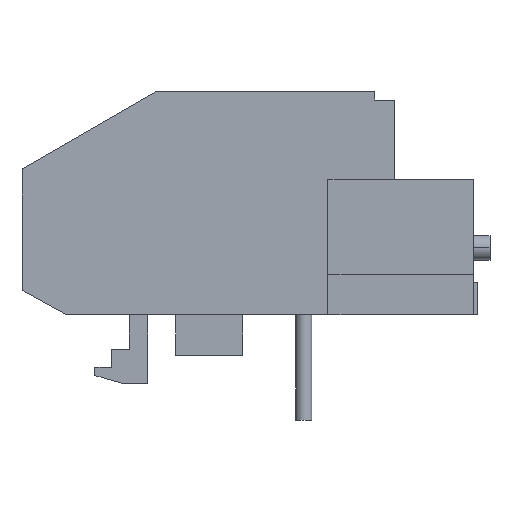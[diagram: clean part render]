
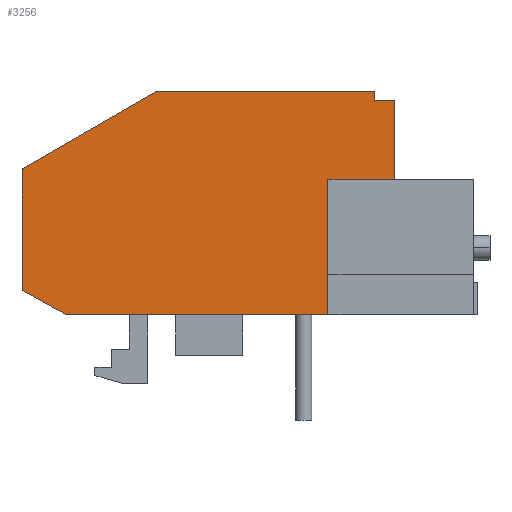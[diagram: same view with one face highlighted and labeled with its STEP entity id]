
A CAD part, left-side view. The second image highlights one B-rep face of the part: STEP entity #3256.
In plain terms, the highlighted planar face has unit normal (-1, 0, 0).
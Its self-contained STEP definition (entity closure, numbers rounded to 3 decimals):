
#1=DIRECTION('',(0.,0.,-1.));
#2=VECTOR('',#1,2.);
#3=CARTESIAN_POINT('',(-35.,5.,0.));
#4=LINE('',#3,#2);
#5=DIRECTION('',(0.,1.,0.));
#6=VECTOR('',#5,5.);
#7=CARTESIAN_POINT('',(-35.,0.,-2.));
#8=LINE('',#7,#6);
#9=DIRECTION('',(0.,0.,-1.));
#10=VECTOR('',#9,19.5);
#11=CARTESIAN_POINT('',(-35.,0.,-2.));
#12=LINE('',#11,#10);
#13=DIRECTION('',(0.,1.,0.));
#14=VECTOR('',#13,16.5);
#15=CARTESIAN_POINT('',(-35.,0.,-21.5));
#16=LINE('',#15,#14);
#17=DIRECTION('',(0.,0.,1.));
#18=VECTOR('',#17,33.5);
#19=CARTESIAN_POINT('',(-35.,16.5,-55.));
#20=LINE('',#19,#18);
#21=DIRECTION('',(0.,1.,0.));
#22=VECTOR('',#21,64.5);
#23=CARTESIAN_POINT('',(-35.,16.5,-55.));
#24=LINE('',#23,#22);
#25=DIRECTION('',(0.,0.878,0.479));
#26=VECTOR('',#25,12.53);
#27=CARTESIAN_POINT('',(-35.,81.,-55.));
#28=LINE('',#27,#26);
#29=DIRECTION('',(0.,0.,1.));
#30=VECTOR('',#29,30.);
#31=CARTESIAN_POINT('',(-35.,92.,-49.));
#32=LINE('',#31,#30);
#33=DIRECTION('',(0.,-0.867,0.499));
#34=VECTOR('',#33,38.079);
#35=CARTESIAN_POINT('',(-35.,92.,-19.));
#36=LINE('',#35,#34);
#37=DIRECTION('',(0.,-1.,0.));
#38=VECTOR('',#37,54.);
#39=CARTESIAN_POINT('',(-35.,59.,0.));
#40=LINE('',#39,#38);
#2445=CARTESIAN_POINT('',(-35.,92.,-19.));
#2446=CARTESIAN_POINT('',(-35.,59.,0.));
#2447=VERTEX_POINT('',#2445);
#2448=VERTEX_POINT('',#2446);
#2449=CARTESIAN_POINT('',(-35.,92.,-49.));
#2450=VERTEX_POINT('',#2449);
#2457=CARTESIAN_POINT('',(-35.,16.5,-55.));
#2458=CARTESIAN_POINT('',(-35.,81.,-55.));
#2459=VERTEX_POINT('',#2457);
#2460=VERTEX_POINT('',#2458);
#2575=CARTESIAN_POINT('',(-35.,16.5,-21.5));
#2576=VERTEX_POINT('',#2575);
#2577=CARTESIAN_POINT('',(-35.,0.,-21.5));
#2578=VERTEX_POINT('',#2577);
#3193=CARTESIAN_POINT('',(-35.,5.,0.));
#3194=CARTESIAN_POINT('',(-35.,5.,-2.));
#3195=VERTEX_POINT('',#3193);
#3196=VERTEX_POINT('',#3194);
#3197=CARTESIAN_POINT('',(-35.,0.,-2.));
#3198=VERTEX_POINT('',#3197);
#3229=CARTESIAN_POINT('',(-35.,0.,0.));
#3230=DIRECTION('',(1.,0.,0.));
#3231=DIRECTION('',(0.,-1.,0.));
#3232=AXIS2_PLACEMENT_3D('',#3229,#3230,#3231);
#3233=PLANE('',#3232);
#3235=ORIENTED_EDGE('',*,*,#3234,.T.);
#3237=ORIENTED_EDGE('',*,*,#3236,.F.);
#3239=ORIENTED_EDGE('',*,*,#3238,.T.);
#3241=ORIENTED_EDGE('',*,*,#3240,.T.);
#3243=ORIENTED_EDGE('',*,*,#3242,.F.);
#3245=ORIENTED_EDGE('',*,*,#3244,.T.);
#3247=ORIENTED_EDGE('',*,*,#3246,.T.);
#3249=ORIENTED_EDGE('',*,*,#3248,.T.);
#3251=ORIENTED_EDGE('',*,*,#3250,.T.);
#3253=ORIENTED_EDGE('',*,*,#3252,.T.);
#3254=EDGE_LOOP('',(#3235,#3237,#3239,#3241,#3243,#3245,#3247,#3249,#3251,
#3253));
#3255=FACE_OUTER_BOUND('',#3254,.F.);
#3256=ADVANCED_FACE('',(#3255),#3233,.F.);
#3234=EDGE_CURVE('',#3195,#3196,#4,.T.);
#3236=EDGE_CURVE('',#3198,#3196,#8,.T.);
#3238=EDGE_CURVE('',#3198,#2578,#12,.T.);
#3240=EDGE_CURVE('',#2578,#2576,#16,.T.);
#3242=EDGE_CURVE('',#2459,#2576,#20,.T.);
#3244=EDGE_CURVE('',#2459,#2460,#24,.T.);
#3246=EDGE_CURVE('',#2460,#2450,#28,.T.);
#3248=EDGE_CURVE('',#2450,#2447,#32,.T.);
#3250=EDGE_CURVE('',#2447,#2448,#36,.T.);
#3252=EDGE_CURVE('',#2448,#3195,#40,.T.);
